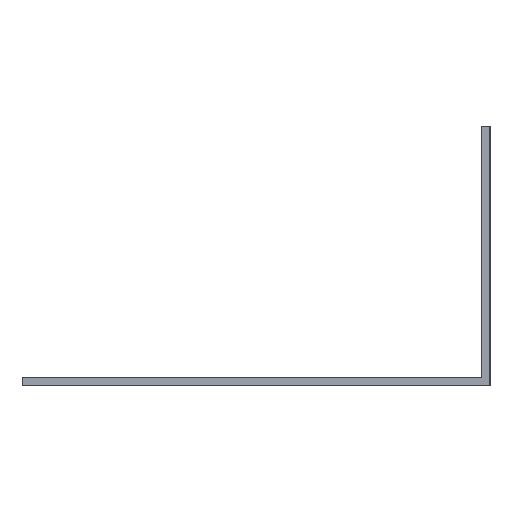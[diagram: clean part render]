
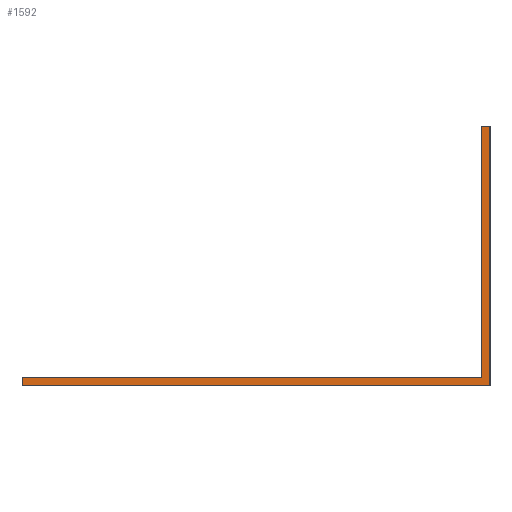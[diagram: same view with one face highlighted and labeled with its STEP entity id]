
A CAD part, left-side view. The second image highlights one B-rep face of the part: STEP entity #1592.
In plain terms, the highlighted planar face has unit normal (-1, 0, 0).
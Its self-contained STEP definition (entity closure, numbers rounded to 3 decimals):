
#29 = VECTOR ( 'NONE', #2445, 1000. ) ;
#107 = ORIENTED_EDGE ( 'NONE', *, *, #1033, .T. ) ;
#291 = FACE_OUTER_BOUND ( 'NONE', #3351, .T. ) ;
#312 = LINE ( 'NONE', #3785, #2485 ) ;
#434 = DIRECTION ( 'NONE',  ( -1., 0., 0. ) ) ;
#465 = CARTESIAN_POINT ( 'NONE',  ( 0., 45., -24.2 ) ) ;
#479 = ORIENTED_EDGE ( 'NONE', *, *, #1283, .T. ) ;
#655 = AXIS2_PLACEMENT_3D ( 'NONE', #1943, #434, #2866 ) ;
#690 = LINE ( 'NONE', #2184, #925 ) ;
#759 = EDGE_CURVE ( 'NONE', #2143, #4053, #3198, .T. ) ;
#856 = VERTEX_POINT ( 'NONE', #3883 ) ;
#867 = VERTEX_POINT ( 'NONE', #3388 ) ;
#917 = EDGE_CURVE ( 'NONE', #1695, #856, #690, .T. ) ;
#925 = VECTOR ( 'NONE', #1488, 1000. ) ;
#933 = CARTESIAN_POINT ( 'NONE',  ( 0., 45., -25. ) ) ;
#971 = VERTEX_POINT ( 'NONE', #465 ) ;
#999 = LINE ( 'NONE', #2637, #1177 ) ;
#1033 = EDGE_CURVE ( 'NONE', #3915, #4053, #312, .T. ) ;
#1077 = EDGE_CURVE ( 'NONE', #867, #1695, #2110, .T. ) ;
#1101 = CARTESIAN_POINT ( 'NONE',  ( 0., 0.81, 0. ) ) ;
#1155 = EDGE_CURVE ( 'NONE', #971, #4066, #2922, .T. ) ;
#1173 = DIRECTION ( 'NONE',  ( 0., 0., -1. ) ) ;
#1176 = ORIENTED_EDGE ( 'NONE', *, *, #2250, .F. ) ;
#1177 = VECTOR ( 'NONE', #2392, 1000. ) ;
#1187 = CARTESIAN_POINT ( 'NONE',  ( 0., 0.8, 0. ) ) ;
#1216 = CARTESIAN_POINT ( 'NONE',  ( 0., 45., -24.19 ) ) ;
#1283 = EDGE_CURVE ( 'NONE', #856, #971, #999, .T. ) ;
#1330 = ORIENTED_EDGE ( 'NONE', *, *, #1662, .T. ) ;
#1348 = DIRECTION ( 'NONE',  ( 0., -1., 0. ) ) ;
#1369 = ORIENTED_EDGE ( 'NONE', *, *, #917, .T. ) ;
#1488 = DIRECTION ( 'NONE',  ( 0., 0., -1. ) ) ;
#1592 = ADVANCED_FACE ( 'NONE', ( #291 ), #2592, .T. ) ;
#1662 = EDGE_CURVE ( 'NONE', #4066, #3915, #2134, .T. ) ;
#1695 = VERTEX_POINT ( 'NONE', #3335 ) ;
#1857 = VECTOR ( 'NONE', #2949, 1000. ) ;
#1943 = CARTESIAN_POINT ( 'NONE',  ( 0., 0.8, -24.19 ) ) ;
#2057 = CARTESIAN_POINT ( 'NONE',  ( 0., 0.8, 0. ) ) ;
#2110 = LINE ( 'NONE', #3124, #2625 ) ;
#2134 = LINE ( 'NONE', #4123, #29 ) ;
#2143 = VERTEX_POINT ( 'NONE', #1187 ) ;
#2159 = ORIENTED_EDGE ( 'NONE', *, *, #759, .F. ) ;
#2184 = CARTESIAN_POINT ( 'NONE',  ( 0., 0.81, -24.19 ) ) ;
#2250 = EDGE_CURVE ( 'NONE', #867, #2143, #2887, .T. ) ;
#2383 = CARTESIAN_POINT ( 'NONE',  ( 0., 0., 0. ) ) ;
#2392 = DIRECTION ( 'NONE',  ( 0., 1., 0. ) ) ;
#2445 = DIRECTION ( 'NONE',  ( 0., -1., 0. ) ) ;
#2485 = VECTOR ( 'NONE', #3725, 1000. ) ;
#2592 = PLANE ( 'NONE',  #655 ) ;
#2625 = VECTOR ( 'NONE', #2941, 1000. ) ;
#2637 = CARTESIAN_POINT ( 'NONE',  ( 0., 0.8, -24.2 ) ) ;
#2668 = VECTOR ( 'NONE', #1348, 1000. ) ;
#2866 = DIRECTION ( 'NONE',  ( 0., 0., 1. ) ) ;
#2887 = LINE ( 'NONE', #2057, #1857 ) ;
#2922 = LINE ( 'NONE', #1216, #3334 ) ;
#2941 = DIRECTION ( 'NONE',  ( 0., 1., 0. ) ) ;
#2944 = CARTESIAN_POINT ( 'NONE',  ( 0., 0., -25. ) ) ;
#2949 = DIRECTION ( 'NONE',  ( 0., 0., 1. ) ) ;
#3035 = ORIENTED_EDGE ( 'NONE', *, *, #1155, .T. ) ;
#3124 = CARTESIAN_POINT ( 'NONE',  ( 0., 0.81, -24.19 ) ) ;
#3198 = LINE ( 'NONE', #1101, #2668 ) ;
#3334 = VECTOR ( 'NONE', #1173, 1000. ) ;
#3335 = CARTESIAN_POINT ( 'NONE',  ( 0., 0.81, -24.19 ) ) ;
#3351 = EDGE_LOOP ( 'NONE', ( #1330, #107, #2159, #1176, #3724, #1369, #479, #3035 ) ) ;
#3388 = CARTESIAN_POINT ( 'NONE',  ( 0., 0.8, -24.19 ) ) ;
#3724 = ORIENTED_EDGE ( 'NONE', *, *, #1077, .T. ) ;
#3725 = DIRECTION ( 'NONE',  ( 0., 0., 1. ) ) ;
#3785 = CARTESIAN_POINT ( 'NONE',  ( 0., 0., -24.19 ) ) ;
#3883 = CARTESIAN_POINT ( 'NONE',  ( 0., 0.81, -24.2 ) ) ;
#3915 = VERTEX_POINT ( 'NONE', #2944 ) ;
#4053 = VERTEX_POINT ( 'NONE', #2383 ) ;
#4066 = VERTEX_POINT ( 'NONE', #933 ) ;
#4123 = CARTESIAN_POINT ( 'NONE',  ( 0., 0., -25. ) ) ;
